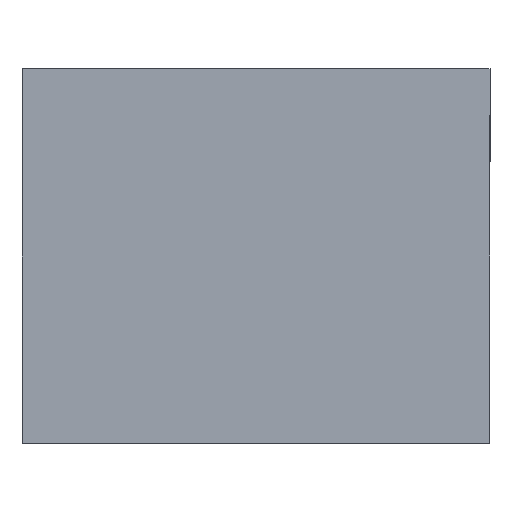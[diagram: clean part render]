
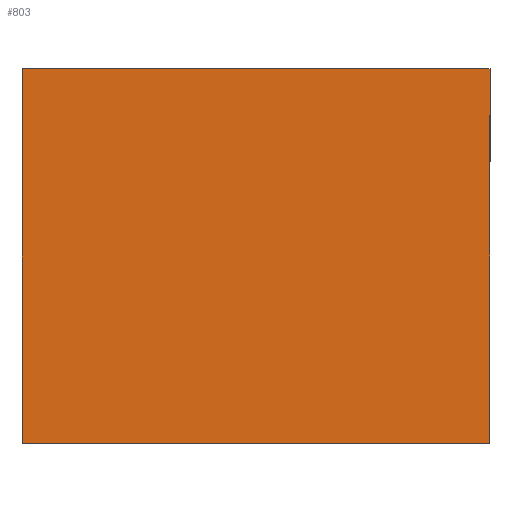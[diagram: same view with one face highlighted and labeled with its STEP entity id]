
A CAD part, left-side view. The second image highlights one B-rep face of the part: STEP entity #803.
In plain terms, the highlighted planar face has unit normal (-1, 0, 0).
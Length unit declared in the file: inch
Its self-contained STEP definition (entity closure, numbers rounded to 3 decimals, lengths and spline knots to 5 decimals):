
#32 = CARTESIAN_POINT ( 'NONE',  ( -200., -100., -200. ) ) ;
#58 = CARTESIAN_POINT ( 'NONE',  ( -200., 150., -200. ) ) ;
#96 = PLANE ( 'NONE',  #701 ) ;
#113 = LINE ( 'NONE', #849, #938 ) ;
#118 = ORIENTED_EDGE ( 'NONE', *, *, #874, .F. ) ;
#189 = LINE ( 'NONE', #641, #453 ) ;
#216 = ORIENTED_EDGE ( 'NONE', *, *, #898, .F. ) ;
#221 = CARTESIAN_POINT ( 'NONE',  ( -200., -100., 200. ) ) ;
#299 = VECTOR ( 'NONE', #953, 39.37008 ) ;
#416 = CARTESIAN_POINT ( 'NONE',  ( -200., -100., 0. ) ) ;
#453 = VECTOR ( 'NONE', #721, 39.37008 ) ;
#536 = VERTEX_POINT ( 'NONE', #32 ) ;
#641 = CARTESIAN_POINT ( 'NONE',  ( -200., 150., -200. ) ) ;
#665 = LINE ( 'NONE', #221, #299 ) ;
#672 = LINE ( 'NONE', #934, #1012 ) ;
#701 = AXIS2_PLACEMENT_3D ( 'NONE', #925, #1187, #929 ) ;
#721 = DIRECTION ( 'NONE',  ( 0., 1., 0. ) ) ;
#763 = ORIENTED_EDGE ( 'NONE', *, *, #968, .F. ) ;
#767 = VERTEX_POINT ( 'NONE', #973 ) ;
#803 = ADVANCED_FACE ( 'NONE', ( #829 ), #96, .F. ) ;
#829 = FACE_OUTER_BOUND ( 'NONE', #1177, .T. ) ;
#849 = CARTESIAN_POINT ( 'NONE',  ( -200., 0., 0. ) ) ;
#874 = EDGE_CURVE ( 'NONE', #536, #994, #189, .T. ) ;
#898 = EDGE_CURVE ( 'NONE', #1024, #536, #665, .T. ) ;
#925 = CARTESIAN_POINT ( 'NONE',  ( -200., 0., 0. ) ) ;
#929 = DIRECTION ( 'NONE',  ( 0., 0., -1. ) ) ;
#934 = CARTESIAN_POINT ( 'NONE',  ( -200., 150., 200. ) ) ;
#938 = VECTOR ( 'NONE', #1045, 39.37008 ) ;
#953 = DIRECTION ( 'NONE',  ( 0., 0., -1. ) ) ;
#968 = EDGE_CURVE ( 'NONE', #994, #767, #672, .T. ) ;
#973 = CARTESIAN_POINT ( 'NONE',  ( -200., 150., 0. ) ) ;
#982 = EDGE_CURVE ( 'NONE', #767, #1024, #113, .T. ) ;
#994 = VERTEX_POINT ( 'NONE', #58 ) ;
#1012 = VECTOR ( 'NONE', #1029, 39.37008 ) ;
#1024 = VERTEX_POINT ( 'NONE', #416 ) ;
#1029 = DIRECTION ( 'NONE',  ( 0., 0., 1. ) ) ;
#1045 = DIRECTION ( 'NONE',  ( 0., -1., 0. ) ) ;
#1172 = ORIENTED_EDGE ( 'NONE', *, *, #982, .F. ) ;
#1177 = EDGE_LOOP ( 'NONE', ( #1172, #763, #118, #216 ) ) ;
#1187 = DIRECTION ( 'NONE',  ( 1., 0., 0. ) ) ;
